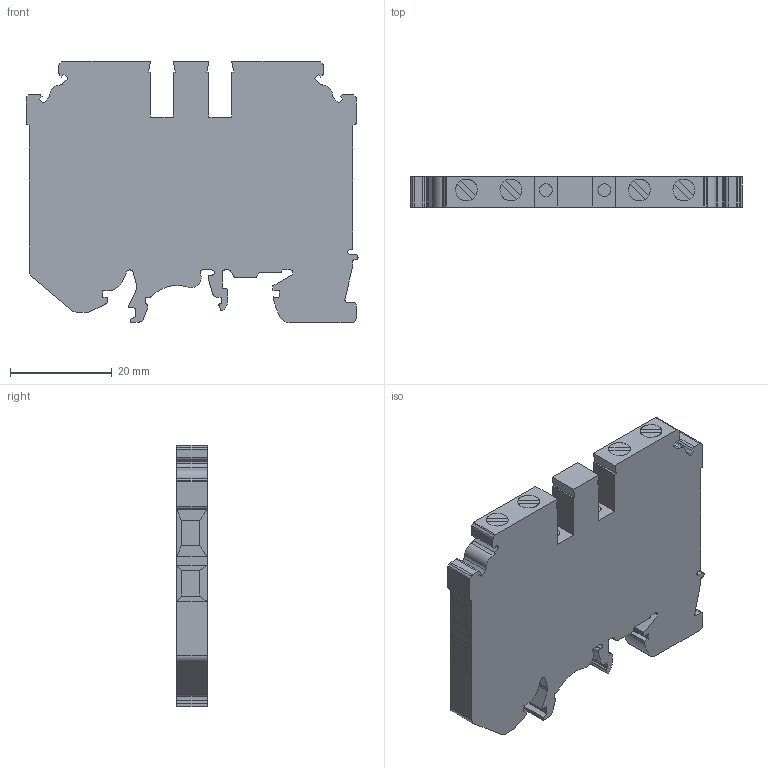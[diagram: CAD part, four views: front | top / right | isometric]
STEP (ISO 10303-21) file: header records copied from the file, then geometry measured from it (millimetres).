
FILE_DESCRIPTION (( 'STEP AP203' ), '1' );
FILE_NAME ('CMC2-2.STEP', '2024-12-06T07:23:55', ( '' ), ( '' ), 'SwSTEP 2.0', 'SolidWorks 2022', '' );
FILE_SCHEMA (( 'CONFIG_CONTROL_DESIGN' ));
Length unit declared in the file: millimetre
Products named in the file (1): CMC2-2
Bounding box: 65.35 x 6 x 51.52 mm (x, y, z)
Volume: 16702.2 mm3; surface area: 7653.4 mm2
Topology: 1 solids, 1 shells, 263 faces, 717 edges, 462 vertices
Faces by surface type: plane 184, cylinder 79
Entity records: 8318 total; most frequent: CARTESIAN_POINT 1443, ORIENTED_EDGE 1434, DIRECTION 1419, EDGE_CURVE 717, VECTOR 543, LINE 543, VERTEX_POINT 462, AXIS2_PLACEMENT_3D 438
